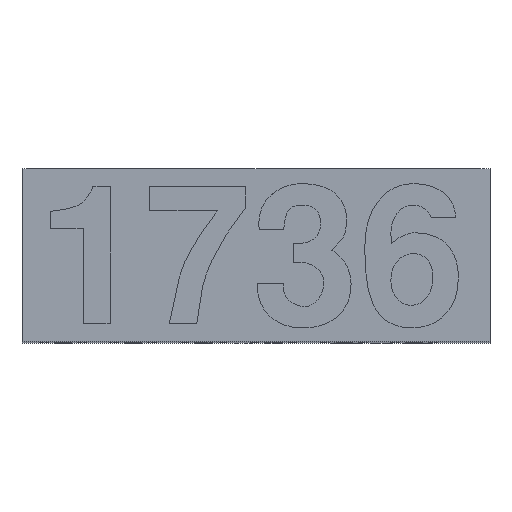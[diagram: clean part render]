
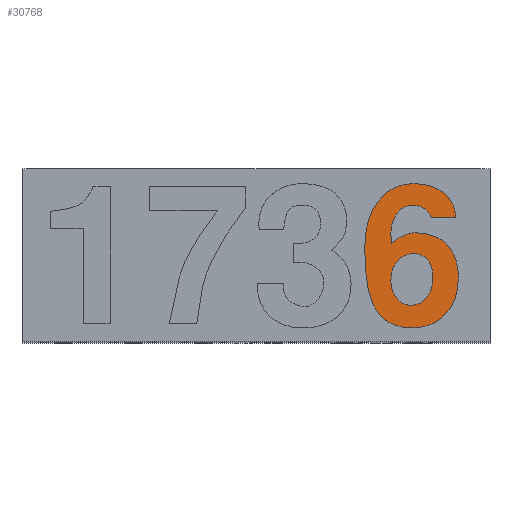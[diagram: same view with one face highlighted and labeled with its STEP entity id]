
A CAD part, top view. The second image highlights one B-rep face of the part: STEP entity #30768.
In plain terms, the highlighted planar face has unit normal (0, 0, 1).
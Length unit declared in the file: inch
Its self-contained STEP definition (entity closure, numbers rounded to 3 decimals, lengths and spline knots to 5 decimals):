
#440=B_SPLINE_CURVE_WITH_KNOTS('',2,(#47234,#47235,#47236,#47237),
 .UNSPECIFIED.,.F.,.F.,(3,1,3),(0.,1.,2.),.UNSPECIFIED.);
#442=B_SPLINE_CURVE_WITH_KNOTS('',2,(#47253,#47254,#47255,#47256),
 .UNSPECIFIED.,.F.,.F.,(3,1,3),(0.,1.,2.),.UNSPECIFIED.);
#444=B_SPLINE_CURVE_WITH_KNOTS('',2,(#47272,#47273,#47274,#47275),
 .UNSPECIFIED.,.F.,.F.,(3,1,3),(0.,1.,2.),.UNSPECIFIED.);
#446=B_SPLINE_CURVE_WITH_KNOTS('',2,(#47289,#47290,#47291,#47292),
 .UNSPECIFIED.,.F.,.F.,(3,1,3),(0.,1.,2.),.UNSPECIFIED.);
#448=B_SPLINE_CURVE_WITH_KNOTS('',2,(#47310,#47311,#47312,#47313),
 .UNSPECIFIED.,.F.,.F.,(3,1,3),(0.,1.,2.),.UNSPECIFIED.);
#450=B_SPLINE_CURVE_WITH_KNOTS('',2,(#47327,#47328,#47329),
 .UNSPECIFIED.,.F.,.F.,(3,3),(0.,1.),.UNSPECIFIED.);
#452=B_SPLINE_CURVE_WITH_KNOTS('',2,(#47342,#47343,#47344),
 .UNSPECIFIED.,.F.,.F.,(3,3),(0.,1.),.UNSPECIFIED.);
#454=B_SPLINE_CURVE_WITH_KNOTS('',2,(#47360,#47361,#47362,#47363),
 .UNSPECIFIED.,.F.,.F.,(3,1,3),(0.,1.,2.),.UNSPECIFIED.);
#456=B_SPLINE_CURVE_WITH_KNOTS('',2,(#47376,#47377,#47378),
 .UNSPECIFIED.,.F.,.F.,(3,3),(0.,1.),.UNSPECIFIED.);
#458=B_SPLINE_CURVE_WITH_KNOTS('',2,(#47400,#47401,#47402,#47403),
 .UNSPECIFIED.,.F.,.F.,(3,1,3),(0.,1.,2.),.UNSPECIFIED.);
#460=B_SPLINE_CURVE_WITH_KNOTS('',2,(#47416,#47417,#47418),
 .UNSPECIFIED.,.F.,.F.,(3,3),(0.,1.),.UNSPECIFIED.);
#462=B_SPLINE_CURVE_WITH_KNOTS('',2,(#47431,#47432,#47433),
 .UNSPECIFIED.,.F.,.F.,(3,3),(0.,1.),.UNSPECIFIED.);
#464=B_SPLINE_CURVE_WITH_KNOTS('',2,(#47446,#47447,#47448),
 .UNSPECIFIED.,.F.,.F.,(3,3),(0.,1.),.UNSPECIFIED.);
#466=B_SPLINE_CURVE_WITH_KNOTS('',2,(#47461,#47462,#47463),
 .UNSPECIFIED.,.F.,.F.,(3,3),(0.,1.),.UNSPECIFIED.);
#468=B_SPLINE_CURVE_WITH_KNOTS('',2,(#47476,#47477,#47478),
 .UNSPECIFIED.,.F.,.F.,(3,3),(0.,1.),.UNSPECIFIED.);
#470=B_SPLINE_CURVE_WITH_KNOTS('',2,(#47488,#47489,#47490),
 .UNSPECIFIED.,.F.,.F.,(3,3),(0.,1.),.UNSPECIFIED.);
#1050=FACE_BOUND('',#4974,.T.);
#1704=PLANE('',#32107);
#3184=FACE_OUTER_BOUND('',#4973,.T.);
#4973=EDGE_LOOP('',(#25968,#25969,#25970,#25971,#25972,#25973,#25974,#25975,
#25976,#25977,#25978,#25979,#25980));
#4974=EDGE_LOOP('',(#25981,#25982,#25983,#25984));
#8317=LINE('',#47384,#12185);
#12185=VECTOR('',#36282,0.52955);
#15911=VERTEX_POINT('',#47231);
#15912=VERTEX_POINT('',#47233);
#15914=VERTEX_POINT('',#47252);
#15916=VERTEX_POINT('',#47271);
#15919=VERTEX_POINT('',#47307);
#15920=VERTEX_POINT('',#47309);
#15922=VERTEX_POINT('',#47325);
#15924=VERTEX_POINT('',#47340);
#15926=VERTEX_POINT('',#47358);
#15928=VERTEX_POINT('',#47374);
#15930=VERTEX_POINT('',#47382);
#15932=VERTEX_POINT('',#47398);
#15934=VERTEX_POINT('',#47414);
#15936=VERTEX_POINT('',#47429);
#15938=VERTEX_POINT('',#47444);
#15940=VERTEX_POINT('',#47459);
#15942=VERTEX_POINT('',#47474);
#19540=EDGE_CURVE('',#15911,#15912,#440,.T.);
#19543=EDGE_CURVE('',#15912,#15914,#442,.T.);
#19546=EDGE_CURVE('',#15914,#15916,#444,.T.);
#19549=EDGE_CURVE('',#15916,#15911,#446,.T.);
#19552=EDGE_CURVE('',#15919,#15920,#448,.T.);
#19556=EDGE_CURVE('',#15922,#15919,#450,.T.);
#19559=EDGE_CURVE('',#15924,#15922,#452,.T.);
#19562=EDGE_CURVE('',#15926,#15924,#454,.T.);
#19565=EDGE_CURVE('',#15928,#15926,#456,.T.);
#19568=EDGE_CURVE('',#15930,#15928,#8317,.T.);
#19571=EDGE_CURVE('',#15932,#15930,#458,.T.);
#19574=EDGE_CURVE('',#15934,#15932,#460,.T.);
#19577=EDGE_CURVE('',#15936,#15934,#462,.T.);
#19580=EDGE_CURVE('',#15938,#15936,#464,.T.);
#19583=EDGE_CURVE('',#15940,#15938,#466,.T.);
#19586=EDGE_CURVE('',#15942,#15940,#468,.T.);
#19588=EDGE_CURVE('',#15920,#15942,#470,.T.);
#25968=ORIENTED_EDGE('',*,*,#19588,.F.);
#25969=ORIENTED_EDGE('',*,*,#19552,.F.);
#25970=ORIENTED_EDGE('',*,*,#19556,.F.);
#25971=ORIENTED_EDGE('',*,*,#19559,.F.);
#25972=ORIENTED_EDGE('',*,*,#19562,.F.);
#25973=ORIENTED_EDGE('',*,*,#19565,.F.);
#25974=ORIENTED_EDGE('',*,*,#19568,.F.);
#25975=ORIENTED_EDGE('',*,*,#19571,.F.);
#25976=ORIENTED_EDGE('',*,*,#19574,.F.);
#25977=ORIENTED_EDGE('',*,*,#19577,.F.);
#25978=ORIENTED_EDGE('',*,*,#19580,.F.);
#25979=ORIENTED_EDGE('',*,*,#19583,.F.);
#25980=ORIENTED_EDGE('',*,*,#19586,.F.);
#25981=ORIENTED_EDGE('',*,*,#19540,.F.);
#25982=ORIENTED_EDGE('',*,*,#19549,.F.);
#25983=ORIENTED_EDGE('',*,*,#19546,.F.);
#25984=ORIENTED_EDGE('',*,*,#19543,.F.);
#30768=ADVANCED_FACE('',(#3184,#1050),#1704,.T.);
#32107=AXIS2_PLACEMENT_3D('',#47491,#36289,#36290);
#36282=DIRECTION('',(-1.,0.,0.));
#36289=DIRECTION('center_axis',(0.,0.,1.));
#36290=DIRECTION('ref_axis',(1.,0.,0.));
#47231=CARTESIAN_POINT('',(3.35863,1.88403,7.925));
#47233=CARTESIAN_POINT('',(2.88273,1.30316,7.925));
#47234=CARTESIAN_POINT('Ctrl Pts',(3.35863,1.88403,7.925));
#47235=CARTESIAN_POINT('Ctrl Pts',(3.15567,1.88403,7.925));
#47236=CARTESIAN_POINT('Ctrl Pts',(2.88273,1.56677,7.925));
#47237=CARTESIAN_POINT('Ctrl Pts',(2.88273,1.30316,7.925));
#47252=CARTESIAN_POINT('',(3.3143,0.78527,7.925));
#47253=CARTESIAN_POINT('Ctrl Pts',(2.88273,1.30316,7.925));
#47254=CARTESIAN_POINT('Ctrl Pts',(2.88273,1.08621,7.925));
#47255=CARTESIAN_POINT('Ctrl Pts',(3.13001,0.78527,7.925));
#47256=CARTESIAN_POINT('Ctrl Pts',(3.3143,0.78527,7.925));
#47271=CARTESIAN_POINT('',(3.77853,1.38247,7.925));
#47272=CARTESIAN_POINT('Ctrl Pts',(3.3143,0.78527,7.925));
#47273=CARTESIAN_POINT('Ctrl Pts',(3.52659,0.78527,7.925));
#47274=CARTESIAN_POINT('Ctrl Pts',(3.77853,1.1142,7.925));
#47275=CARTESIAN_POINT('Ctrl Pts',(3.77853,1.38247,7.925));
#47289=CARTESIAN_POINT('Ctrl Pts',(3.77853,1.38247,7.925));
#47290=CARTESIAN_POINT('Ctrl Pts',(3.77853,1.62042,7.925));
#47291=CARTESIAN_POINT('Ctrl Pts',(3.55458,1.88403,7.925));
#47292=CARTESIAN_POINT('Ctrl Pts',(3.35863,1.88403,7.925));
#47307=CARTESIAN_POINT('',(3.40528,2.33193,7.925));
#47309=CARTESIAN_POINT('',(4.32208,1.36614,7.925));
#47310=CARTESIAN_POINT('Ctrl Pts',(3.40528,2.33193,7.925));
#47311=CARTESIAN_POINT('Ctrl Pts',(3.83219,2.33193,7.925));
#47312=CARTESIAN_POINT('Ctrl Pts',(4.32208,1.83737,7.925));
#47313=CARTESIAN_POINT('Ctrl Pts',(4.32208,1.36614,7.925));
#47325=CARTESIAN_POINT('',(2.89906,2.10565,7.925));
#47327=CARTESIAN_POINT('Ctrl Pts',(2.89906,2.10565,7.925));
#47328=CARTESIAN_POINT('Ctrl Pts',(3.16267,2.33193,7.925));
#47329=CARTESIAN_POINT('Ctrl Pts',(3.40528,2.33193,7.925));
#47340=CARTESIAN_POINT('',(2.88273,2.30394,7.925));
#47342=CARTESIAN_POINT('Ctrl Pts',(2.88273,2.30394,7.925));
#47343=CARTESIAN_POINT('Ctrl Pts',(2.88273,2.20829,7.925));
#47344=CARTESIAN_POINT('Ctrl Pts',(2.89906,2.10565,7.925));
#47358=CARTESIAN_POINT('',(3.35163,2.9198,7.925));
#47360=CARTESIAN_POINT('Ctrl Pts',(3.35163,2.9198,7.925));
#47361=CARTESIAN_POINT('Ctrl Pts',(3.14167,2.9198,7.925));
#47362=CARTESIAN_POINT('Ctrl Pts',(2.88273,2.57921,7.925));
#47363=CARTESIAN_POINT('Ctrl Pts',(2.88273,2.30394,7.925));
#47374=CARTESIAN_POINT('',(3.74354,2.65386,7.925));
#47376=CARTESIAN_POINT('Ctrl Pts',(3.74354,2.65386,7.925));
#47377=CARTESIAN_POINT('Ctrl Pts',(3.64323,2.9198,7.925));
#47378=CARTESIAN_POINT('Ctrl Pts',(3.35163,2.9198,7.925));
#47382=CARTESIAN_POINT('',(4.27309,2.65386,7.925));
#47384=CARTESIAN_POINT('',(4.27309,2.65386,7.925));
#47398=CARTESIAN_POINT('',(3.37729,3.3817,7.925));
#47400=CARTESIAN_POINT('Ctrl Pts',(3.37729,3.3817,7.925));
#47401=CARTESIAN_POINT('Ctrl Pts',(3.7622,3.3817,7.925));
#47402=CARTESIAN_POINT('Ctrl Pts',(4.24976,2.99212,7.925));
#47403=CARTESIAN_POINT('Ctrl Pts',(4.27309,2.65386,7.925));
#47414=CARTESIAN_POINT('',(2.59346,2.98278,7.925));
#47416=CARTESIAN_POINT('Ctrl Pts',(2.59346,2.98278,7.925));
#47417=CARTESIAN_POINT('Ctrl Pts',(2.88273,3.3817,7.925));
#47418=CARTESIAN_POINT('Ctrl Pts',(3.37729,3.3817,7.925));
#47429=CARTESIAN_POINT('',(2.32286,2.024,7.925));
#47431=CARTESIAN_POINT('Ctrl Pts',(2.32286,2.024,7.925));
#47432=CARTESIAN_POINT('Ctrl Pts',(2.32286,2.6072,7.925));
#47433=CARTESIAN_POINT('Ctrl Pts',(2.59346,2.98278,7.925));
#47444=CARTESIAN_POINT('',(2.46982,0.88325,7.925));
#47446=CARTESIAN_POINT('Ctrl Pts',(2.46982,0.88325,7.925));
#47447=CARTESIAN_POINT('Ctrl Pts',(2.32286,1.2635,7.925));
#47448=CARTESIAN_POINT('Ctrl Pts',(2.32286,2.024,7.925));
#47459=CARTESIAN_POINT('',(3.32597,0.30005,7.925));
#47461=CARTESIAN_POINT('Ctrl Pts',(3.32597,0.30005,7.925));
#47462=CARTESIAN_POINT('Ctrl Pts',(2.69611,0.30005,7.925));
#47463=CARTESIAN_POINT('Ctrl Pts',(2.46982,0.88325,7.925));
#47474=CARTESIAN_POINT('',(4.05847,0.60331,7.925));
#47476=CARTESIAN_POINT('Ctrl Pts',(4.05847,0.60331,7.925));
#47477=CARTESIAN_POINT('Ctrl Pts',(3.7832,0.30005,7.925));
#47478=CARTESIAN_POINT('Ctrl Pts',(3.32597,0.30005,7.925));
#47488=CARTESIAN_POINT('Ctrl Pts',(4.32208,1.36614,7.925));
#47489=CARTESIAN_POINT('Ctrl Pts',(4.32208,0.89958,7.925));
#47490=CARTESIAN_POINT('Ctrl Pts',(4.05847,0.60331,7.925));
#47491=CARTESIAN_POINT('Origin',(3.33609,2.02668,7.925));
